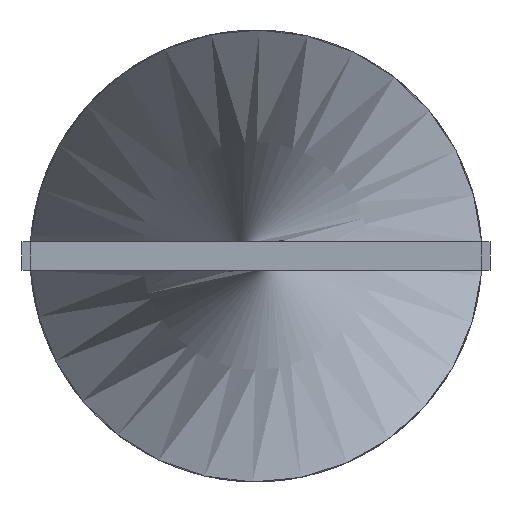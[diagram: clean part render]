
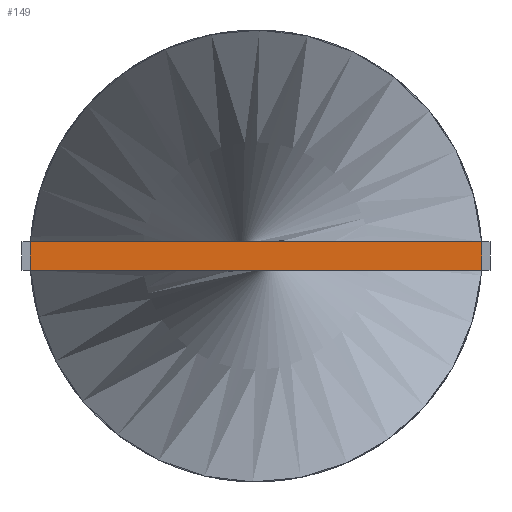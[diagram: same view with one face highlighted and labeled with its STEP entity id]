
A CAD part, left-side view. The second image highlights one B-rep face of the part: STEP entity #149.
In plain terms, the highlighted planar face has unit normal (-1, 0, 0).
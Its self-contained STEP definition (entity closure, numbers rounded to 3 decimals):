
#1 = VERTEX_POINT ( 'NONE', #539 ) ;
#19 = VERTEX_POINT ( 'NONE', #1032 ) ;
#149 = ADVANCED_FACE ( 'NONE', ( #330 ), #1601, .T. ) ;
#202 = ORIENTED_EDGE ( 'NONE', *, *, #1569, .T. ) ;
#235 = CARTESIAN_POINT ( 'NONE',  ( -89., 0., 0. ) ) ;
#322 = ORIENTED_EDGE ( 'NONE', *, *, #1405, .T. ) ;
#330 = FACE_OUTER_BOUND ( 'NONE', #1157, .T. ) ;
#341 = DIRECTION ( 'NONE',  ( 0., 0., 1. ) ) ;
#457 = DIRECTION ( 'NONE',  ( -1., 0., 0. ) ) ;
#520 = LINE ( 'NONE', #1512, #710 ) ;
#539 = CARTESIAN_POINT ( 'NONE',  ( -89., 8., -0.5 ) ) ;
#657 = CARTESIAN_POINT ( 'NONE',  ( -89., 8., -0.5 ) ) ;
#710 = VECTOR ( 'NONE', #744, 1000. ) ;
#740 = ORIENTED_EDGE ( 'NONE', *, *, #1125, .T. ) ;
#744 = DIRECTION ( 'NONE',  ( 0., 0., -1. ) ) ;
#778 = CARTESIAN_POINT ( 'NONE',  ( -89., 8., 0.5 ) ) ;
#783 = DIRECTION ( 'NONE',  ( 0., 0., 1. ) ) ;
#785 = LINE ( 'NONE', #657, #1083 ) ;
#852 = VERTEX_POINT ( 'NONE', #778 ) ;
#874 = EDGE_CURVE ( 'NONE', #1, #19, #785, .T. ) ;
#1032 = CARTESIAN_POINT ( 'NONE',  ( -89., -8., -0.5 ) ) ;
#1083 = VECTOR ( 'NONE', #1161, 1000. ) ;
#1085 = VECTOR ( 'NONE', #1279, 1000. ) ;
#1125 = EDGE_CURVE ( 'NONE', #1362, #852, #1274, .T. ) ;
#1157 = EDGE_LOOP ( 'NONE', ( #740, #202, #1501, #322 ) ) ;
#1161 = DIRECTION ( 'NONE',  ( 0., -1., 0. ) ) ;
#1216 = VECTOR ( 'NONE', #341, 1000. ) ;
#1233 = CARTESIAN_POINT ( 'NONE',  ( -89., -8., 0.5 ) ) ;
#1274 = LINE ( 'NONE', #1401, #1085 ) ;
#1279 = DIRECTION ( 'NONE',  ( 0., 1., 0. ) ) ;
#1362 = VERTEX_POINT ( 'NONE', #1233 ) ;
#1401 = CARTESIAN_POINT ( 'NONE',  ( -89., -8., 0.5 ) ) ;
#1405 = EDGE_CURVE ( 'NONE', #19, #1362, #1489, .T. ) ;
#1439 = AXIS2_PLACEMENT_3D ( 'NONE', #235, #457, #783 ) ;
#1451 = CARTESIAN_POINT ( 'NONE',  ( -89., -8., -0.5 ) ) ;
#1489 = LINE ( 'NONE', #1451, #1216 ) ;
#1501 = ORIENTED_EDGE ( 'NONE', *, *, #874, .T. ) ;
#1512 = CARTESIAN_POINT ( 'NONE',  ( -89., 8., 0.5 ) ) ;
#1569 = EDGE_CURVE ( 'NONE', #852, #1, #520, .T. ) ;
#1601 = PLANE ( 'NONE',  #1439 ) ;
